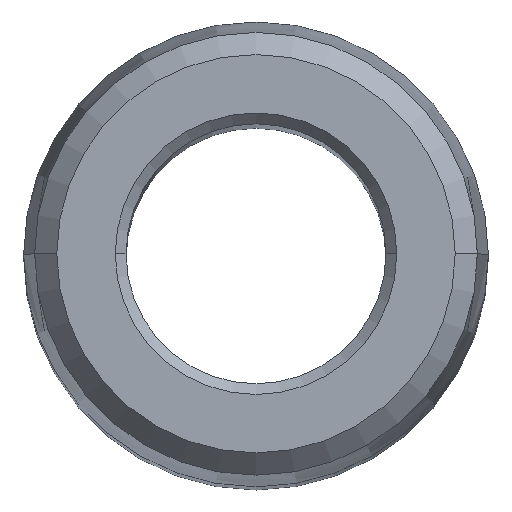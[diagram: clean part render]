
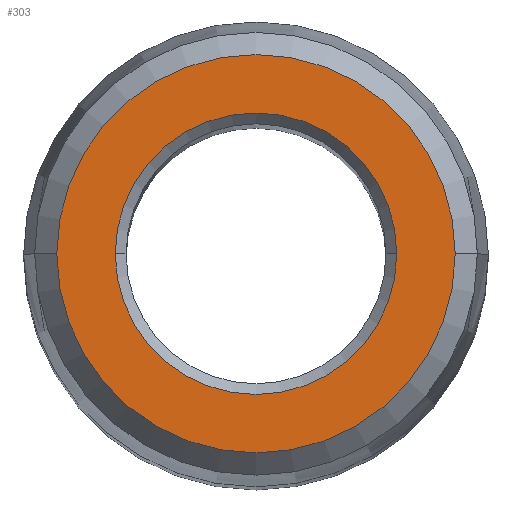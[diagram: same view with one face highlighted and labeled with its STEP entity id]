
A CAD part, top view. The second image highlights one B-rep face of the part: STEP entity #303.
In plain terms, the highlighted planar face has unit normal (0, 0, 1).
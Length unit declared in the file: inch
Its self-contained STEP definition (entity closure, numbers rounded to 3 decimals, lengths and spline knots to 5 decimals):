
#15 = EDGE_CURVE ( 'NONE', #160, #423, #528, .T. ) ;
#19 = CARTESIAN_POINT ( 'NONE',  ( 0., 0., 3. ) ) ;
#24 = CARTESIAN_POINT ( 'NONE',  ( -0.2314, 0., 3. ) ) ;
#28 = ORIENTED_EDGE ( 'NONE', *, *, #15, .T. ) ;
#33 = EDGE_LOOP ( 'NONE', ( #330, #428 ) ) ;
#45 = DIRECTION ( 'NONE',  ( 0., 0., 1. ) ) ;
#50 = DIRECTION ( 'NONE',  ( 1., 0., 0. ) ) ;
#53 = AXIS2_PLACEMENT_3D ( 'NONE', #245, #119, #254 ) ;
#60 = DIRECTION ( 'NONE',  ( 0., 0., -1. ) ) ;
#73 = VERTEX_POINT ( 'NONE', #292 ) ;
#86 = DIRECTION ( 'NONE',  ( 0., 0., -1. ) ) ;
#88 = CARTESIAN_POINT ( 'NONE',  ( 0., 0., 3. ) ) ;
#116 = EDGE_CURVE ( 'NONE', #117, #73, #251, .T. ) ;
#117 = VERTEX_POINT ( 'NONE', #444 ) ;
#118 = CARTESIAN_POINT ( 'NONE',  ( 0., 0., 3. ) ) ;
#119 = DIRECTION ( 'NONE',  ( 0., 0., 1. ) ) ;
#127 = AXIS2_PLACEMENT_3D ( 'NONE', #88, #86, #198 ) ;
#158 = AXIS2_PLACEMENT_3D ( 'NONE', #19, #60, #50 ) ;
#159 = CIRCLE ( 'NONE', #470, 0.2314 ) ;
#160 = VERTEX_POINT ( 'NONE', #24 ) ;
#168 = DIRECTION ( 'NONE',  ( 1., 0., 0. ) ) ;
#183 = AXIS2_PLACEMENT_3D ( 'NONE', #118, #305, #168 ) ;
#198 = DIRECTION ( 'NONE',  ( 1., 0., 0. ) ) ;
#234 = EDGE_LOOP ( 'NONE', ( #28, #275 ) ) ;
#245 = CARTESIAN_POINT ( 'NONE',  ( 0., 0., 3. ) ) ;
#247 = PLANE ( 'NONE',  #183 ) ;
#251 = CIRCLE ( 'NONE', #158, 0.1635 ) ;
#254 = DIRECTION ( 'NONE',  ( 1., 0., 0. ) ) ;
#275 = ORIENTED_EDGE ( 'NONE', *, *, #312, .T. ) ;
#292 = CARTESIAN_POINT ( 'NONE',  ( 0.1635, 0., 3. ) ) ;
#303 = ADVANCED_FACE ( 'NONE', ( #418, #460 ), #247, .T. ) ;
#305 = DIRECTION ( 'NONE',  ( 0., 0., 1. ) ) ;
#312 = EDGE_CURVE ( 'NONE', #423, #160, #159, .T. ) ;
#330 = ORIENTED_EDGE ( 'NONE', *, *, #407, .T. ) ;
#343 = DIRECTION ( 'NONE',  ( 1., 0., 0. ) ) ;
#372 = CIRCLE ( 'NONE', #127, 0.1635 ) ;
#407 = EDGE_CURVE ( 'NONE', #73, #117, #372, .T. ) ;
#418 = FACE_BOUND ( 'NONE', #33, .T. ) ;
#423 = VERTEX_POINT ( 'NONE', #546 ) ;
#428 = ORIENTED_EDGE ( 'NONE', *, *, #116, .T. ) ;
#444 = CARTESIAN_POINT ( 'NONE',  ( -0.1635, 0., 3. ) ) ;
#460 = FACE_OUTER_BOUND ( 'NONE', #234, .T. ) ;
#470 = AXIS2_PLACEMENT_3D ( 'NONE', #503, #45, #343 ) ;
#503 = CARTESIAN_POINT ( 'NONE',  ( 0., 0., 3. ) ) ;
#528 = CIRCLE ( 'NONE', #53, 0.2314 ) ;
#546 = CARTESIAN_POINT ( 'NONE',  ( 0.2314, 0., 3. ) ) ;
